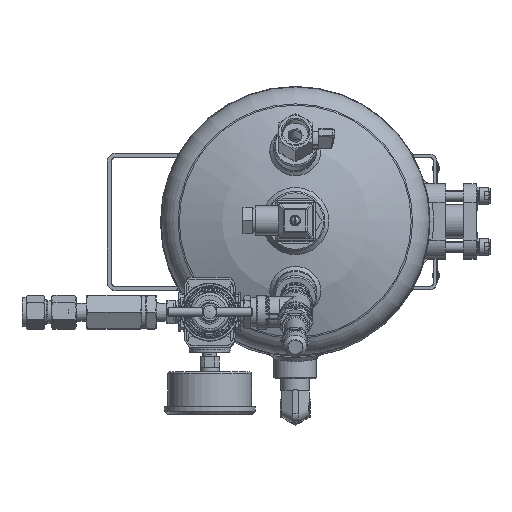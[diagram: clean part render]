
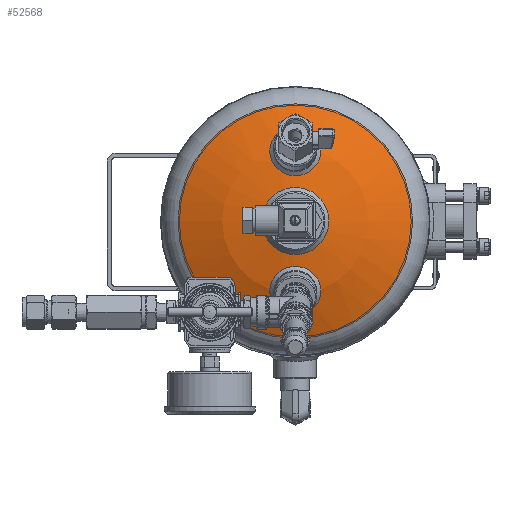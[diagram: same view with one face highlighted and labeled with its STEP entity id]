
A CAD part, top view. The second image highlights one B-rep face of the part: STEP entity #52568.
In plain terms, the highlighted spherical face has radius 202.3 mm.
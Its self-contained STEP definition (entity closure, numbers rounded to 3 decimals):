
#643=SPHERICAL_SURFACE('',#63262,202.3);
#12686=ORIENTED_EDGE('',*,*,#28206,.T.);
#12687=ORIENTED_EDGE('',*,*,#28210,.T.);
#12688=ORIENTED_EDGE('',*,*,#28211,.F.);
#12689=ORIENTED_EDGE('',*,*,#28212,.F.);
#28206=EDGE_CURVE('',#36029,#36029,#41448,.T.);
#28210=EDGE_CURVE('',#36033,#36033,#41452,.T.);
#28211=EDGE_CURVE('',#36034,#36034,#41453,.T.);
#28212=EDGE_CURVE('',#36035,#36035,#41454,.F.);
#36029=VERTEX_POINT('',#83248);
#36033=VERTEX_POINT('',#83258);
#36034=VERTEX_POINT('',#83260);
#36035=VERTEX_POINT('',#83262);
#41448=CIRCLE('',#63257,15.);
#41452=CIRCLE('',#63263,15.);
#41453=CIRCLE('',#63264,87.326);
#41454=CIRCLE('',#63265,20.);
#43428=EDGE_LOOP('',(#12686));
#43429=EDGE_LOOP('',(#12687));
#43430=EDGE_LOOP('',(#12688));
#43431=EDGE_LOOP('',(#12689));
#47617=FACE_BOUND('',#43428,.T.);
#47618=FACE_BOUND('',#43429,.T.);
#47619=FACE_BOUND('',#43430,.T.);
#47620=FACE_BOUND('',#43431,.T.);
#52568=ADVANCED_FACE('',(#47617,#47618,#47619,#47620),#643,.T.);
#63257=AXIS2_PLACEMENT_3D('',#83247,#68966,#68967);
#63262=AXIS2_PLACEMENT_3D('',#83256,#68976,#68977);
#63263=AXIS2_PLACEMENT_3D('',#83257,#68978,#68979);
#63264=AXIS2_PLACEMENT_3D('',#83259,#68980,#68981);
#63265=AXIS2_PLACEMENT_3D('',#83261,#68982,#68983);
#68966=DIRECTION('',(0.259,0.,-0.966));
#68967=DIRECTION('',(0.966,0.,0.259));
#68976=DIRECTION('',(0.,0.,-1.));
#68977=DIRECTION('',(1.,0.,0.));
#68978=DIRECTION('',(-0.259,0.,-0.966));
#68979=DIRECTION('',(-0.966,0.,0.259));
#68980=DIRECTION('',(0.,0.,-1.));
#68981=DIRECTION('',(-1.,0.,0.));
#68982=DIRECTION('',(0.,0.,-1.));
#68983=DIRECTION('',(-1.,0.,0.));
#83247=CARTESIAN_POINT('',(-52.215,0.,46.028));
#83248=CARTESIAN_POINT('',(-37.726,0.,49.911));
#83256=CARTESIAN_POINT('',(0.,0.,-148.841));
#83257=CARTESIAN_POINT('',(52.215,0.,46.028));
#83258=CARTESIAN_POINT('',(37.726,0.,49.911));
#83259=CARTESIAN_POINT('',(0.,0.,33.641));
#83260=CARTESIAN_POINT('',(-87.326,0.,33.641));
#83261=CARTESIAN_POINT('',(0.,0.,52.468));
#83262=CARTESIAN_POINT('',(-20.,0.,52.468));
